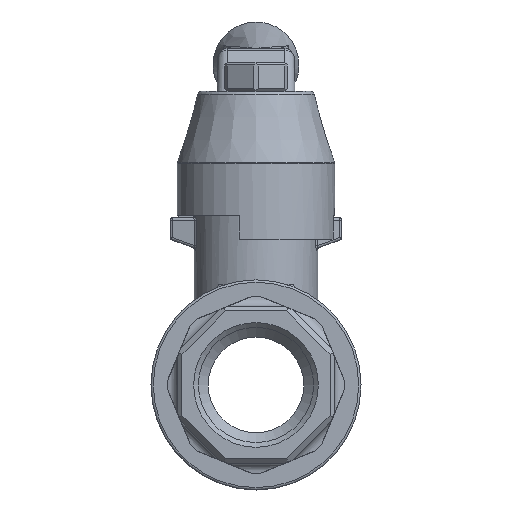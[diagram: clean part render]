
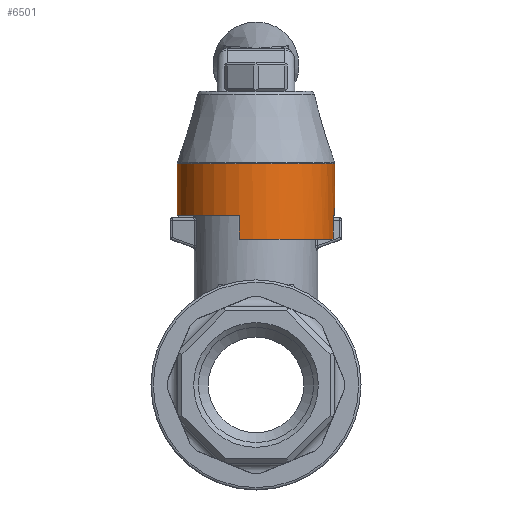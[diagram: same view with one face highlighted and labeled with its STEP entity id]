
A CAD part, front view. The second image highlights one B-rep face of the part: STEP entity #6501.
In plain terms, the highlighted cylindrical face has radius 16.5 mm (diameter 33 mm), a full revolution.
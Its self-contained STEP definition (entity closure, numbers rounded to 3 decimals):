
#284=CYLINDRICAL_SURFACE('',#6850,16.5);
#383=CIRCLE('',#6846,16.5);
#384=CIRCLE('',#6848,16.5);
#386=CIRCLE('',#6851,16.5);
#387=CIRCLE('',#6852,16.5);
#388=CIRCLE('',#6853,16.5);
#764=ORIENTED_EDGE('',*,*,#2192,.T.);
#765=ORIENTED_EDGE('',*,*,#2193,.T.);
#766=ORIENTED_EDGE('',*,*,#2187,.F.);
#767=ORIENTED_EDGE('',*,*,#2194,.F.);
#768=ORIENTED_EDGE('',*,*,#2195,.F.);
#769=ORIENTED_EDGE('',*,*,#2196,.T.);
#770=ORIENTED_EDGE('',*,*,#2189,.F.);
#771=ORIENTED_EDGE('',*,*,#2197,.F.);
#772=ORIENTED_EDGE('',*,*,#2198,.T.);
#2187=EDGE_CURVE('',#2913,#2910,#383,.T.);
#2189=EDGE_CURVE('',#2915,#2916,#384,.T.);
#2192=EDGE_CURVE('',#2918,#2918,#386,.F.);
#2193=EDGE_CURVE('',#2919,#2910,#3386,.T.);
#2194=EDGE_CURVE('',#2920,#2913,#3387,.T.);
#2195=EDGE_CURVE('',#2921,#2920,#387,.T.);
#2196=EDGE_CURVE('',#2921,#2916,#3388,.T.);
#2197=EDGE_CURVE('',#2922,#2915,#3389,.T.);
#2198=EDGE_CURVE('',#2922,#2919,#388,.T.);
#2910=VERTEX_POINT('',#9047);
#2913=VERTEX_POINT('',#9052);
#2915=VERTEX_POINT('',#9057);
#2916=VERTEX_POINT('',#9059);
#2918=VERTEX_POINT('',#9065);
#2919=VERTEX_POINT('',#9067);
#2920=VERTEX_POINT('',#9069);
#2921=VERTEX_POINT('',#9071);
#2922=VERTEX_POINT('',#9074);
#3386=LINE('',#9066,#3796);
#3387=LINE('',#9068,#3797);
#3388=LINE('',#9072,#3798);
#3389=LINE('',#9073,#3799);
#3796=VECTOR('',#7509,1000.);
#3797=VECTOR('',#7510,1000.);
#3798=VECTOR('',#7513,1000.);
#3799=VECTOR('',#7514,1000.);
#4163=EDGE_LOOP('',(#764));
#4164=EDGE_LOOP('',(#765,#766,#767,#768,#769,#770,#771,#772));
#4511=FACE_BOUND('',#4163,.T.);
#4512=FACE_BOUND('',#4164,.T.);
#6501=ADVANCED_FACE('',(#4511,#4512),#284,.T.);
#6846=AXIS2_PLACEMENT_3D('',#9053,#7495,#7496);
#6848=AXIS2_PLACEMENT_3D('',#9058,#7500,#7501);
#6850=AXIS2_PLACEMENT_3D('',#9063,#7505,#7506);
#6851=AXIS2_PLACEMENT_3D('',#9064,#7507,#7508);
#6852=AXIS2_PLACEMENT_3D('',#9070,#7511,#7512);
#6853=AXIS2_PLACEMENT_3D('',#9075,#7515,#7516);
#7495=DIRECTION('',(0.,0.,-1.));
#7496=DIRECTION('',(-1.,0.,0.));
#7500=DIRECTION('',(0.,0.,-1.));
#7501=DIRECTION('',(-1.,0.,0.));
#7505=DIRECTION('',(0.,0.,-1.));
#7506=DIRECTION('',(-1.,0.,0.));
#7507=DIRECTION('',(0.,0.,1.));
#7508=DIRECTION('',(1.,0.,0.));
#7509=DIRECTION('',(0.,0.,-1.));
#7510=DIRECTION('',(0.,0.,-1.));
#7511=DIRECTION('',(0.,0.,-1.));
#7512=DIRECTION('',(-1.,0.,0.));
#7513=DIRECTION('',(0.,0.,-1.));
#7514=DIRECTION('',(0.,0.,-1.));
#7515=DIRECTION('',(0.,0.,1.));
#7516=DIRECTION('',(1.,0.,0.));
#9047=CARTESIAN_POINT('',(-16.125,3.5,0.));
#9052=CARTESIAN_POINT('',(-3.5,-16.125,0.));
#9053=CARTESIAN_POINT('',(0.,0.,0.));
#9057=CARTESIAN_POINT('',(3.5,16.125,0.));
#9058=CARTESIAN_POINT('',(0.,0.,0.));
#9059=CARTESIAN_POINT('',(16.125,3.5,0.));
#9063=CARTESIAN_POINT('',(0.,0.,54.));
#9064=CARTESIAN_POINT('',(0.,0.,15.853));
#9065=CARTESIAN_POINT('',(16.5,0.,15.853));
#9066=CARTESIAN_POINT('',(-16.125,3.5,5.));
#9067=CARTESIAN_POINT('',(-16.125,3.5,5.));
#9068=CARTESIAN_POINT('',(-3.5,-16.125,5.));
#9069=CARTESIAN_POINT('',(-3.5,-16.125,5.));
#9070=CARTESIAN_POINT('',(0.,0.,5.));
#9071=CARTESIAN_POINT('',(16.125,3.5,5.));
#9072=CARTESIAN_POINT('',(16.125,3.5,5.));
#9073=CARTESIAN_POINT('',(3.5,16.125,5.));
#9074=CARTESIAN_POINT('',(3.5,16.125,5.));
#9075=CARTESIAN_POINT('',(0.,0.,5.));
